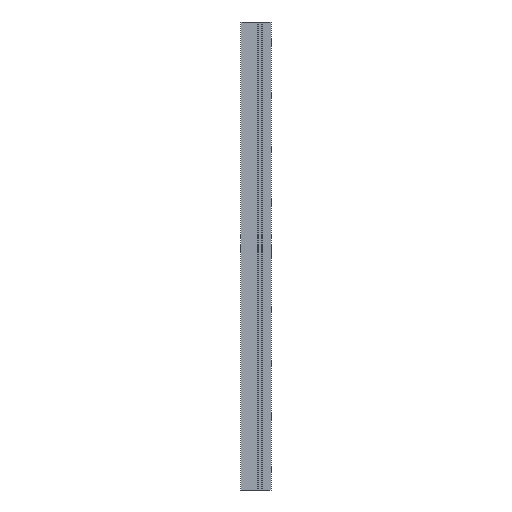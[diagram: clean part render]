
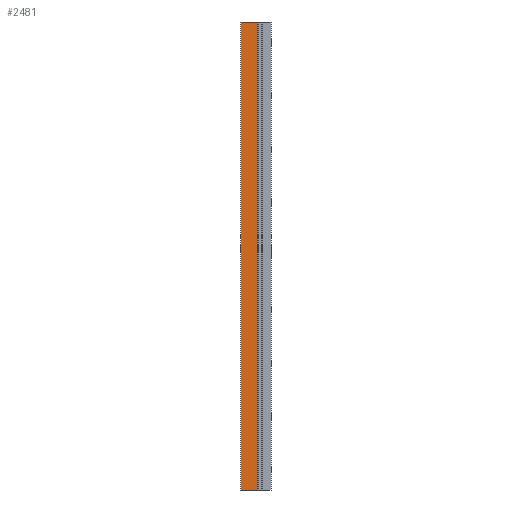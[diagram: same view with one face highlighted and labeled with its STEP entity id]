
A CAD part, left-side view. The second image highlights one B-rep face of the part: STEP entity #2481.
In plain terms, the highlighted planar face has unit normal (-1, 0, 0).
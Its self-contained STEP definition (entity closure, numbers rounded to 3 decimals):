
#179 = LINE ( 'NONE', #1603, #484 ) ;
#219 = VERTEX_POINT ( 'NONE', #1659 ) ;
#241 = DIRECTION ( 'NONE',  ( 0., 0., 1. ) ) ;
#259 = EDGE_CURVE ( 'NONE', #819, #2127, #179, .T. ) ;
#260 = DIRECTION ( 'NONE',  ( -1., 0., 0. ) ) ;
#315 = VECTOR ( 'NONE', #489, 1000. ) ;
#351 = CARTESIAN_POINT ( 'NONE',  ( -37.5, -12.5, -350. ) ) ;
#484 = VECTOR ( 'NONE', #2349, 1000. ) ;
#489 = DIRECTION ( 'NONE',  ( 0., -1., 0. ) ) ;
#526 = CARTESIAN_POINT ( 'NONE',  ( -37.5, -12.5, 350. ) ) ;
#631 = CARTESIAN_POINT ( 'NONE',  ( -37.5, -12.5, -350. ) ) ;
#644 = PLANE ( 'NONE',  #794 ) ;
#720 = EDGE_CURVE ( 'NONE', #819, #219, #1132, .T. ) ;
#794 = AXIS2_PLACEMENT_3D ( 'NONE', #631, #260, #241 ) ;
#819 = VERTEX_POINT ( 'NONE', #1708 ) ;
#1065 = VECTOR ( 'NONE', #1995, 1000. ) ;
#1132 = LINE ( 'NONE', #1357, #1065 ) ;
#1202 = LINE ( 'NONE', #526, #315 ) ;
#1303 = DIRECTION ( 'NONE',  ( 0., 0., 1. ) ) ;
#1357 = CARTESIAN_POINT ( 'NONE',  ( -37.5, 12.5, -350. ) ) ;
#1432 = CARTESIAN_POINT ( 'NONE',  ( -37.5, -12.5, -350. ) ) ;
#1459 = ORIENTED_EDGE ( 'NONE', *, *, #2192, .T. ) ;
#1583 = CARTESIAN_POINT ( 'NONE',  ( -37.5, -12.5, 350. ) ) ;
#1603 = CARTESIAN_POINT ( 'NONE',  ( -37.5, -12.5, -350. ) ) ;
#1659 = CARTESIAN_POINT ( 'NONE',  ( -37.5, 12.5, 350. ) ) ;
#1687 = ORIENTED_EDGE ( 'NONE', *, *, #259, .T. ) ;
#1708 = CARTESIAN_POINT ( 'NONE',  ( -37.5, 12.5, -350. ) ) ;
#1743 = FACE_OUTER_BOUND ( 'NONE', #2451, .T. ) ;
#1845 = ORIENTED_EDGE ( 'NONE', *, *, #720, .F. ) ;
#1995 = DIRECTION ( 'NONE',  ( 0., 0., 1. ) ) ;
#2071 = VECTOR ( 'NONE', #1303, 1000. ) ;
#2127 = VERTEX_POINT ( 'NONE', #1432 ) ;
#2192 = EDGE_CURVE ( 'NONE', #2127, #2546, #2193, .T. ) ;
#2193 = LINE ( 'NONE', #351, #2071 ) ;
#2219 = ORIENTED_EDGE ( 'NONE', *, *, #2504, .F. ) ;
#2349 = DIRECTION ( 'NONE',  ( 0., -1., 0. ) ) ;
#2451 = EDGE_LOOP ( 'NONE', ( #2219, #1845, #1687, #1459 ) ) ;
#2481 = ADVANCED_FACE ( 'NONE', ( #1743 ), #644, .T. ) ;
#2504 = EDGE_CURVE ( 'NONE', #219, #2546, #1202, .T. ) ;
#2546 = VERTEX_POINT ( 'NONE', #1583 ) ;
